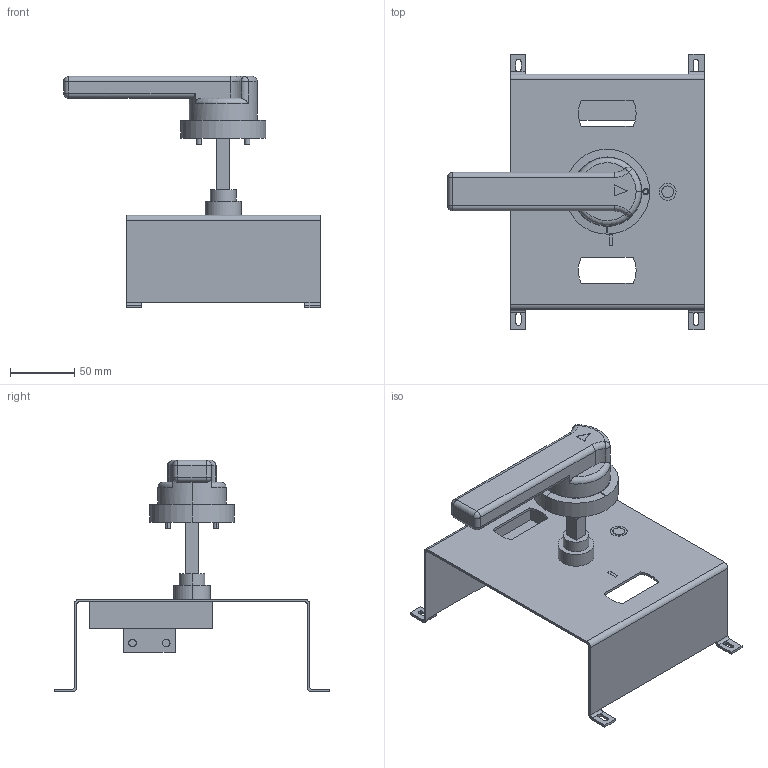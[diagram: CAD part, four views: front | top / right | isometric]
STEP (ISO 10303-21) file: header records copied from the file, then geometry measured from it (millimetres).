
FILE_DESCRIPTION (( 'STEP AP214' ), '1' );
FILE_NAME ('mccb99m-a-121 Ðó÷íîé ïîâîðîòíûé ïðèâîä ê ÂÀ-99Ì 400À.STEP', '2020-09-21T12:02:50', ( '' ), ( '' ), 'SwSTEP 2.0', 'SolidWorks 2019', '' );
FILE_SCHEMA (( 'AUTOMOTIVE_DESIGN' ));
Length unit declared in the file: millimetre
Products named in the file (1): mccb99m-a-121 Ðó÷íîé ïîâîðîòíûé ïðèâîä ê ÂÀ-99Ì 400À
Bounding box: 199.5 x 214 x 180.2 mm (x, y, z)
Volume: 293378.3 mm3; surface area: 142417.4 mm2
Topology: 1 solids, 1 shells, 185 faces, 491 edges, 315 vertices
Faces by surface type: plane 98, cylinder 66, torus 6, sphere 6, cone 5, bspline 4
Entity records: 6216 total; most frequent: CARTESIAN_POINT 1526, DIRECTION 966, ORIENTED_EDGE 966, EDGE_CURVE 483, AXIS2_PLACEMENT_3D 331, VERTEX_POINT 313, VECTOR 304, LINE 304
